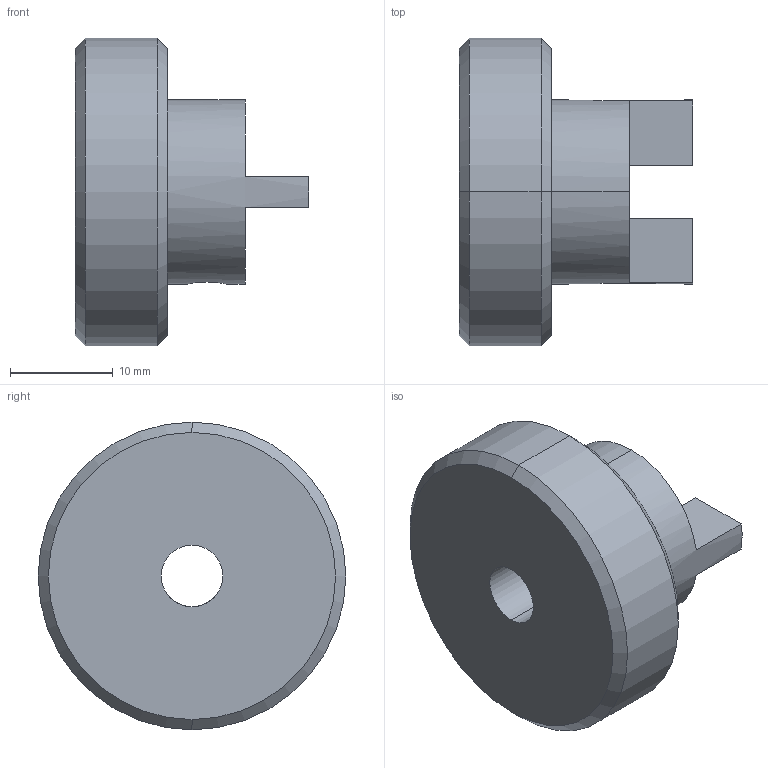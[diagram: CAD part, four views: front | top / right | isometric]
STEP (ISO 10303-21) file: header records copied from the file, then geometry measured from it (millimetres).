
FILE_DESCRIPTION (( 'STEP AP203' ), '1' );
FILE_NAME ('molette.STEP', '2020-12-13T12:48:57', ( '' ), ( '' ), 'SwSTEP 2.0', 'SolidWorks 2019', '' );
FILE_SCHEMA (( 'CONFIG_CONTROL_DESIGN' ));
Length unit declared in the file: millimetre
Products named in the file (1): molette
Bounding box: 22.8 x 30 x 30 mm (x, y, z)
Volume: 7883.7 mm3; surface area: 3119.6 mm2
Topology: 1 solids, 1 shells, 22 faces, 58 edges, 36 vertices
Faces by surface type: plane 10, cylinder 8, cone 4
Entity records: 871 total; most frequent: CARTESIAN_POINT 229, DIRECTION 124, ORIENTED_EDGE 116, EDGE_CURVE 58, AXIS2_PLACEMENT_3D 47, VERTEX_POINT 36, VECTOR 30, LINE 30
